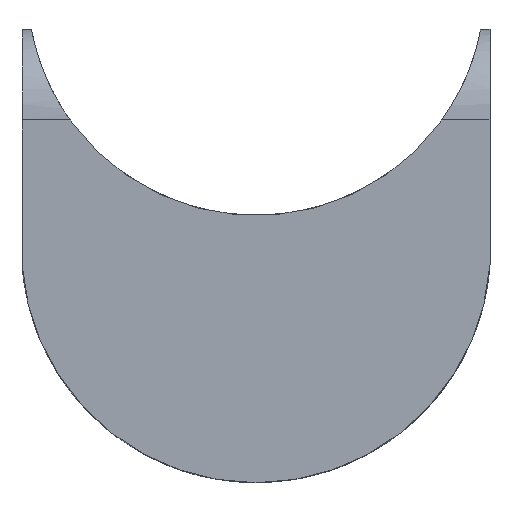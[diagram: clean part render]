
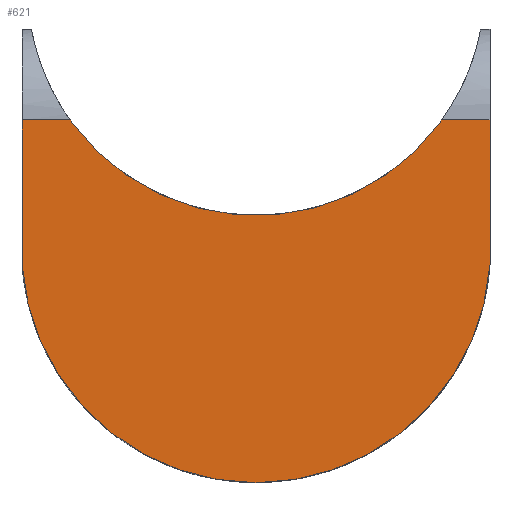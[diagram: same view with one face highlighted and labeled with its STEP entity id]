
A CAD part, front view. The second image highlights one B-rep face of the part: STEP entity #621.
In plain terms, the highlighted planar face has unit normal (0, -1, 0).
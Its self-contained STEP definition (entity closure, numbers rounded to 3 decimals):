
#34=PLANE('',#677);
#49=FACE_OUTER_BOUND('',#86,.T.);
#86=EDGE_LOOP('',(#449,#450,#451,#452,#453,#454));
#120=CIRCLE('',#672,16.);
#122=CIRCLE('',#678,16.424);
#129=LINE('',#837,#165);
#139=LINE('',#908,#175);
#146=LINE('',#1000,#182);
#147=LINE('',#1003,#183);
#165=VECTOR('',#708,10.);
#175=VECTOR('',#732,10.);
#182=VECTOR('',#755,10.);
#183=VECTOR('',#758,10.);
#246=VERTEX_POINT('',#821);
#249=VERTEX_POINT('',#835);
#260=VERTEX_POINT('',#896);
#261=VERTEX_POINT('',#907);
#270=VERTEX_POINT('',#999);
#271=VERTEX_POINT('',#1001);
#313=EDGE_CURVE('',#249,#246,#129,.T.);
#328=EDGE_CURVE('',#260,#261,#139,.T.);
#330=EDGE_CURVE('',#260,#246,#120,.T.);
#341=EDGE_CURVE('',#270,#249,#146,.T.);
#342=EDGE_CURVE('',#270,#271,#122,.T.);
#343=EDGE_CURVE('',#271,#261,#147,.T.);
#449=ORIENTED_EDGE('',*,*,#330,.T.);
#450=ORIENTED_EDGE('',*,*,#313,.F.);
#451=ORIENTED_EDGE('',*,*,#341,.F.);
#452=ORIENTED_EDGE('',*,*,#342,.T.);
#453=ORIENTED_EDGE('',*,*,#343,.T.);
#454=ORIENTED_EDGE('',*,*,#328,.F.);
#621=ADVANCED_FACE('',(#49),#34,.T.);
#672=AXIS2_PLACEMENT_3D('',#911,#737,#738);
#677=AXIS2_PLACEMENT_3D('',#998,#753,#754);
#678=AXIS2_PLACEMENT_3D('',#1002,#756,#757);
#708=DIRECTION('',(1.,0.,0.));
#732=DIRECTION('',(1.,0.,0.));
#737=DIRECTION('center_axis',(0.,1.,0.));
#738=DIRECTION('ref_axis',(1.,0.,0.));
#753=DIRECTION('center_axis',(0.,-1.,0.));
#754=DIRECTION('ref_axis',(0.,0.,-1.));
#755=DIRECTION('',(0.,0.,1.));
#756=DIRECTION('center_axis',(0.,-1.,0.));
#757=DIRECTION('ref_axis',(1.,0.,0.));
#758=DIRECTION('',(0.,0.,1.));
#821=CARTESIAN_POINT('',(46.984,-221.95,58.551));
#835=CARTESIAN_POINT('',(43.615,-221.95,58.551));
#837=CARTESIAN_POINT('',(68.193,-221.95,58.551));
#896=CARTESIAN_POINT('',(73.016,-221.95,58.551));
#907=CARTESIAN_POINT('',(76.385,-221.95,58.551));
#908=CARTESIAN_POINT('',(68.193,-221.95,58.551));
#911=CARTESIAN_POINT('Origin',(60.,-221.95,67.856));
#998=CARTESIAN_POINT('Origin',(60.,-221.95,64.901));
#999=CARTESIAN_POINT('',(43.615,-221.95,48.437));
#1000=CARTESIAN_POINT('',(43.615,-221.95,49.901));
#1001=CARTESIAN_POINT('',(76.385,-221.95,48.437));
#1002=CARTESIAN_POINT('Origin',(60.,-221.95,49.576));
#1003=CARTESIAN_POINT('',(76.385,-221.95,49.901));
